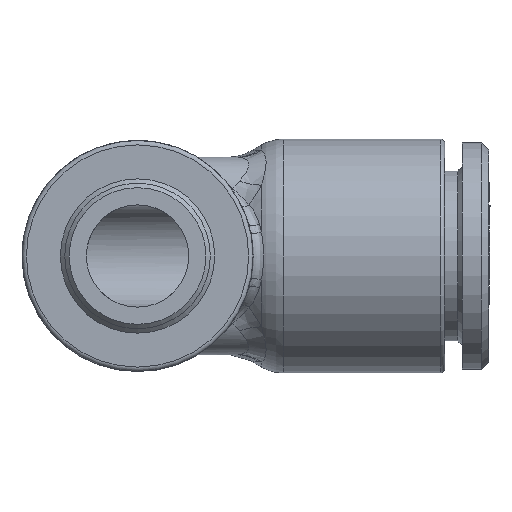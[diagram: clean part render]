
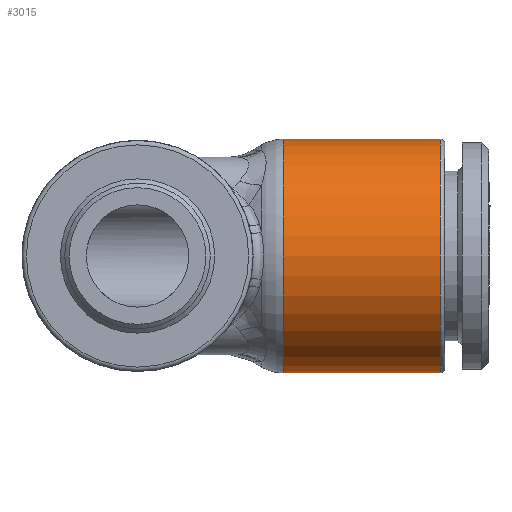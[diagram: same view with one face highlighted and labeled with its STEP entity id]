
A CAD part, front view. The second image highlights one B-rep face of the part: STEP entity #3015.
In plain terms, the highlighted cylindrical face has radius 8 mm (diameter 16 mm), a full revolution.
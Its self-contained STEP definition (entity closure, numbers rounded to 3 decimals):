
#41=CYLINDRICAL_SURFACE('',#3194,8.);
#1488=ORIENTED_EDGE('',*,*,#1964,.T.);
#1489=ORIENTED_EDGE('',*,*,#1965,.T.);
#1964=EDGE_CURVE('',#2253,#2253,#2323,.T.);
#1965=EDGE_CURVE('',#2254,#2254,#2324,.T.);
#2253=VERTEX_POINT('',#8341);
#2254=VERTEX_POINT('',#8343);
#2323=CIRCLE('',#3195,8.);
#2324=CIRCLE('',#3196,8.);
#2515=EDGE_LOOP('',(#1488));
#2516=EDGE_LOOP('',(#1489));
#2735=FACE_BOUND('',#2515,.T.);
#2736=FACE_BOUND('',#2516,.T.);
#3015=ADVANCED_FACE('',(#2735,#2736),#41,.T.);
#3194=AXIS2_PLACEMENT_3D('',#8339,#3722,#3723);
#3195=AXIS2_PLACEMENT_3D('',#8340,#3724,#3725);
#3196=AXIS2_PLACEMENT_3D('',#8342,#3726,#3727);
#3722=DIRECTION('',(-1.,0.,0.));
#3723=DIRECTION('',(0.,0.,1.));
#3724=DIRECTION('',(1.,0.,0.));
#3725=DIRECTION('',(0.,0.,-1.));
#3726=DIRECTION('',(-1.,0.,0.));
#3727=DIRECTION('',(0.,0.,1.));
#8339=CARTESIAN_POINT('',(-3.45,0.,0.));
#8340=CARTESIAN_POINT('',(9.969,0.,0.));
#8341=CARTESIAN_POINT('',(9.969,0.,-8.));
#8342=CARTESIAN_POINT('',(20.7,0.,0.));
#8343=CARTESIAN_POINT('',(20.7,0.,8.));
